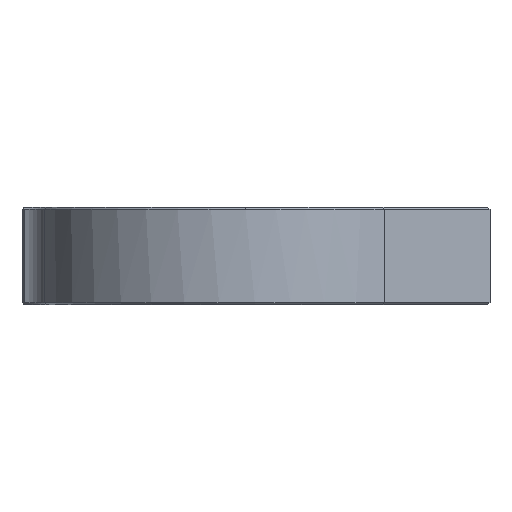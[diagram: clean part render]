
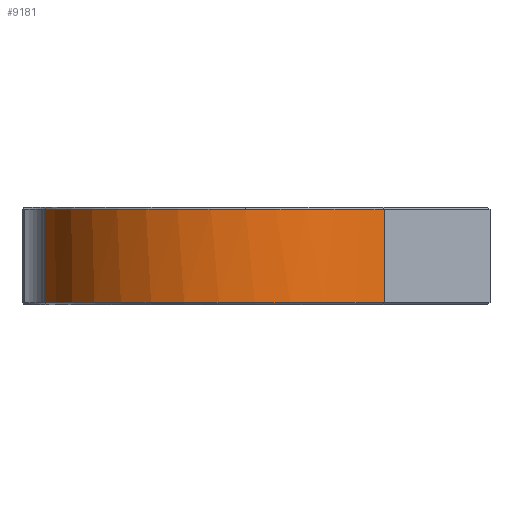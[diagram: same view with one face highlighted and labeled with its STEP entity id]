
A CAD part, left-side view. The second image highlights one B-rep face of the part: STEP entity #9181.
In plain terms, the highlighted cylindrical face has radius 29.5 mm (diameter 59 mm), a partial arc.
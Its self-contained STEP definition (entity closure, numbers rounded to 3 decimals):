
#1339 = EDGE_CURVE ( 'NONE', #10319, #6254, #9997, .T. ) ;
#1587 = DIRECTION ( 'NONE',  ( 0., 0., 1. ) ) ;
#1614 = LINE ( 'NONE', #4998, #8532 ) ;
#2014 = ORIENTED_EDGE ( 'NONE', *, *, #1339, .T. ) ;
#2382 = EDGE_CURVE ( 'NONE', #10509, #7495, #9988, .T. ) ;
#2407 = DIRECTION ( 'NONE',  ( 0., 0., 1. ) ) ;
#2584 = CARTESIAN_POINT ( 'NONE',  ( -21.792, -19.883, -13.7 ) ) ;
#3122 = CARTESIAN_POINT ( 'NONE',  ( 0., 0., -13.7 ) ) ;
#3147 = DIRECTION ( 'NONE',  ( 0., 0., -1. ) ) ;
#3188 = CARTESIAN_POINT ( 'NONE',  ( -6.609, 28.75, -0.3 ) ) ;
#3551 = CARTESIAN_POINT ( 'NONE',  ( 0., 0., -14. ) ) ;
#3664 = DIRECTION ( 'NONE',  ( 0., 0., -1. ) ) ;
#3926 = FACE_OUTER_BOUND ( 'NONE', #3954, .T. ) ;
#3954 = EDGE_LOOP ( 'NONE', ( #7125, #10107, #5589, #5285, #2014 ) ) ;
#4258 = EDGE_CURVE ( 'NONE', #6254, #10509, #1614, .T. ) ;
#4266 = CARTESIAN_POINT ( 'NONE',  ( -29.5, 0., -0.3 ) ) ;
#4316 = CARTESIAN_POINT ( 'NONE',  ( -6.609, 28.75, -13.7 ) ) ;
#4998 = CARTESIAN_POINT ( 'NONE',  ( -21.792, -19.883, -14. ) ) ;
#5231 = DIRECTION ( 'NONE',  ( 1., 0., 0. ) ) ;
#5285 = ORIENTED_EDGE ( 'NONE', *, *, #5769, .T. ) ;
#5589 = ORIENTED_EDGE ( 'NONE', *, *, #10077, .T. ) ;
#5728 = CIRCLE ( 'NONE', #7281, 29.5 ) ;
#5769 = EDGE_CURVE ( 'NONE', #9470, #10319, #7544, .T. ) ;
#5911 = AXIS2_PLACEMENT_3D ( 'NONE', #3551, #5954, #5231 ) ;
#5954 = DIRECTION ( 'NONE',  ( 0., 0., 1. ) ) ;
#6254 = VERTEX_POINT ( 'NONE', #2584 ) ;
#6411 = DIRECTION ( 'NONE',  ( 0., 0., -1. ) ) ;
#6483 = CARTESIAN_POINT ( 'NONE',  ( 0., 0., -0.3 ) ) ;
#7125 = ORIENTED_EDGE ( 'NONE', *, *, #4258, .T. ) ;
#7281 = AXIS2_PLACEMENT_3D ( 'NONE', #10085, #3147, #8358 ) ;
#7495 = VERTEX_POINT ( 'NONE', #4266 ) ;
#7544 = LINE ( 'NONE', #7889, #10182 ) ;
#7889 = CARTESIAN_POINT ( 'NONE',  ( -6.609, 28.75, -14. ) ) ;
#8204 = DIRECTION ( 'NONE',  ( -1., 0., 0. ) ) ;
#8358 = DIRECTION ( 'NONE',  ( -1., 0., 0. ) ) ;
#8363 = DIRECTION ( 'NONE',  ( -1., 0., 0. ) ) ;
#8424 = AXIS2_PLACEMENT_3D ( 'NONE', #6483, #6411, #8204 ) ;
#8532 = VECTOR ( 'NONE', #1587, 1000. ) ;
#9181 = ADVANCED_FACE ( 'NONE', ( #3926 ), #10941, .T. ) ;
#9470 = VERTEX_POINT ( 'NONE', #3188 ) ;
#9988 = CIRCLE ( 'NONE', #8424, 29.5 ) ;
#9997 = CIRCLE ( 'NONE', #10514, 29.5 ) ;
#10077 = EDGE_CURVE ( 'NONE', #7495, #9470, #5728, .T. ) ;
#10085 = CARTESIAN_POINT ( 'NONE',  ( 0., 0., -0.3 ) ) ;
#10107 = ORIENTED_EDGE ( 'NONE', *, *, #2382, .T. ) ;
#10182 = VECTOR ( 'NONE', #3664, 1000. ) ;
#10319 = VERTEX_POINT ( 'NONE', #4316 ) ;
#10479 = CARTESIAN_POINT ( 'NONE',  ( -21.792, -19.883, -0.3 ) ) ;
#10509 = VERTEX_POINT ( 'NONE', #10479 ) ;
#10514 = AXIS2_PLACEMENT_3D ( 'NONE', #3122, #2407, #8363 ) ;
#10941 = CYLINDRICAL_SURFACE ( 'NONE', #5911, 29.5 ) ;
